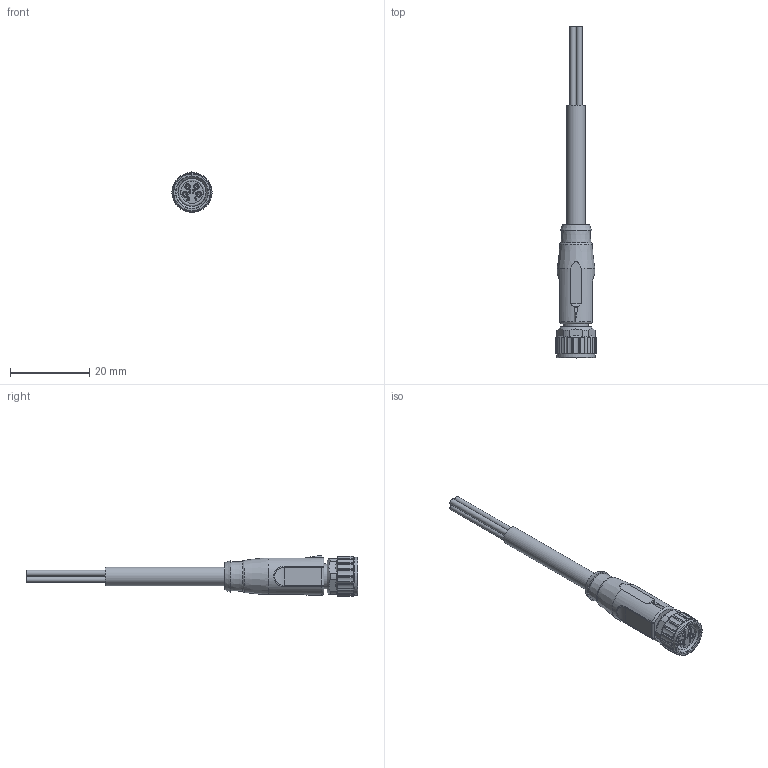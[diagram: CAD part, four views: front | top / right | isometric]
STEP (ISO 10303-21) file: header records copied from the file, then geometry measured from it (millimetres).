
FILE_DESCRIPTION(/* description */ ('Anschlusskabel M8 '),/* implementation_level */ '2;1');
FILE_NAME(/* name */ 'CAB-M8-FN00-R-UL.stp',/* time_stamp */ '2018-08-31T15:01:50+02:00',/* author */ ('S. Ludwig'),/* organization */ ('evotron GmbH & Co. KG Pfuetschbergstrasse 16 98527 Suhl'),/* preprocessor_version */ 'ST-DEVELOPER v18.1',/* authorisation */ '');
FILE_SCHEMA (('AUTOMOTIVE_DESIGN { 1 0 10303 214 3 1 1 }'));
Length unit declared in the file: millimetre
Products named in the file (1): 42-12266
Bounding box: 10.08 x 83.6 x 10.22 mm (x, y, z)
Volume: 2626.7 mm3; surface area: 2631.6 mm2
Topology: 1 solids, 1 shells, 423 faces, 1182 edges, 763 vertices
Faces by surface type: plane 193, cylinder 138, cone 28, bspline 27, sphere 20, torus 17
Full cylindrical faces by diameter (mm): 1.1 x4, 1.2 x4, 1.5 x12, 4.7 x1, 5.6 x1, 6.25 x1, 6.9 x1, 7.1 x2, 8.3 x1, 9.5 x1, 9.6 x1
Entity records: 14857 total; most frequent: CARTESIAN_POINT 3759, ORIENTED_EDGE 2348, DIRECTION 2072, EDGE_CURVE 1174, VERTEX_POINT 763, AXIS2_PLACEMENT_3D 761, LINE 550, VECTOR 550
